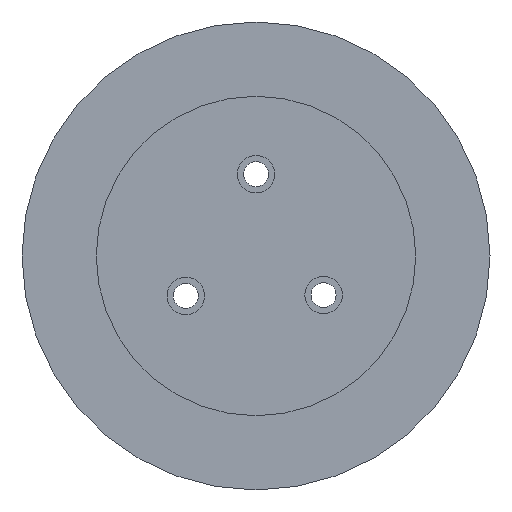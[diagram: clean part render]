
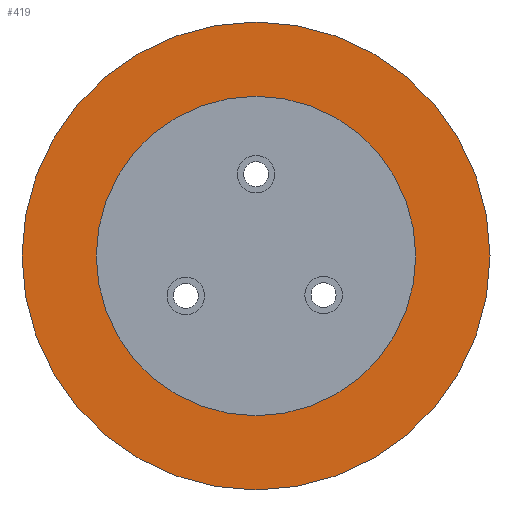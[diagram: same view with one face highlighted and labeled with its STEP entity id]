
A CAD part, front view. The second image highlights one B-rep face of the part: STEP entity #419.
In plain terms, the highlighted planar face has unit normal (0, -1, 0).
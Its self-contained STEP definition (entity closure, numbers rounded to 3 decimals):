
#105=FACE_BOUND('',#168,.T.);
#128=FACE_OUTER_BOUND('',#167,.T.);
#167=EDGE_LOOP('',(#352));
#168=EDGE_LOOP('',(#353));
#202=CIRCLE('',#561,37.5);
#205=CIRCLE('',#568,25.6);
#233=VERTEX_POINT('',#806);
#236=VERTEX_POINT('',#818);
#272=EDGE_CURVE('',#233,#233,#202,.T.);
#277=EDGE_CURVE('',#236,#236,#205,.T.);
#352=ORIENTED_EDGE('',*,*,#272,.F.);
#353=ORIENTED_EDGE('',*,*,#277,.T.);
#396=PLANE('',#569);
#419=ADVANCED_FACE('',(#128,#105),#396,.T.);
#561=AXIS2_PLACEMENT_3D('',#808,#668,#669);
#568=AXIS2_PLACEMENT_3D('',#820,#684,#685);
#569=AXIS2_PLACEMENT_3D('',#821,#686,#687);
#668=DIRECTION('center_axis',(0.,1.,0.));
#669=DIRECTION('ref_axis',(1.,0.,0.));
#684=DIRECTION('center_axis',(0.,1.,0.));
#685=DIRECTION('ref_axis',(1.,0.,0.));
#686=DIRECTION('center_axis',(0.,-1.,0.));
#687=DIRECTION('ref_axis',(0.,0.,-1.));
#806=CARTESIAN_POINT('',(37.5,0.,0.));
#808=CARTESIAN_POINT('Origin',(0.,0.,
0.));
#818=CARTESIAN_POINT('',(25.6,0.,0.));
#820=CARTESIAN_POINT('Origin',(0.,0.,
0.));
#821=CARTESIAN_POINT('Origin',(-37.5,0.,0.));
